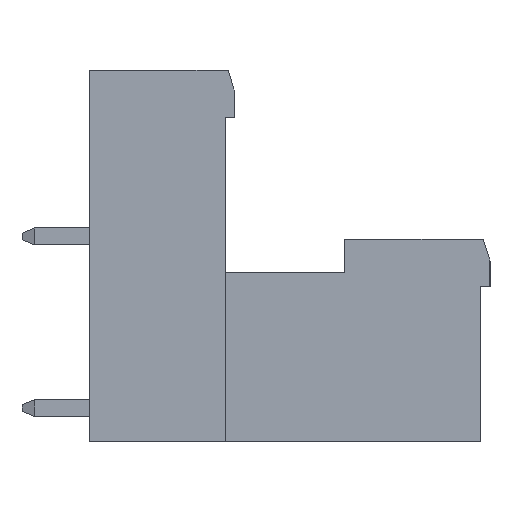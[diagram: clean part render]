
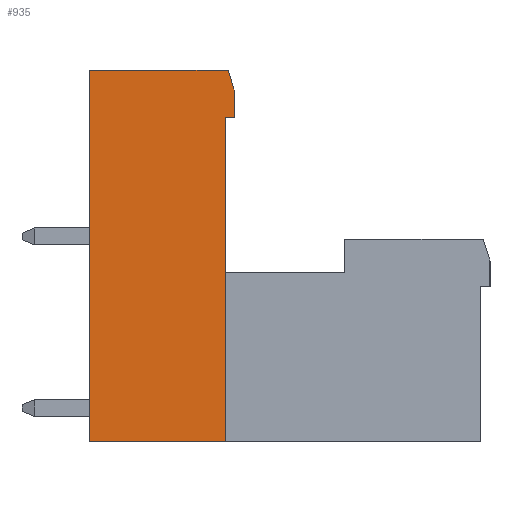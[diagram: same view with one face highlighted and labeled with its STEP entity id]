
A CAD part, left-side view. The second image highlights one B-rep face of the part: STEP entity #935.
In plain terms, the highlighted planar face has unit normal (-1, 0, 0).
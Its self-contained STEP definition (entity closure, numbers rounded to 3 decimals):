
#935 = ADVANCED_FACE( '', ( #2260 ), #2261, .T. );
#2260 = FACE_OUTER_BOUND( '', #4070, .T. );
#2261 = PLANE( '', #4071 );
#4070 = EDGE_LOOP( '', ( #6425, #6426, #6427, #6428, #6429, #6430, #6431 ) );
#4071 = AXIS2_PLACEMENT_3D( '', #6432, #6433, #6434 );
#6425 = ORIENTED_EDGE( '', *, *, #11643, .F. );
#6426 = ORIENTED_EDGE( '', *, *, #11644, .T. );
#6427 = ORIENTED_EDGE( '', *, *, #11645, .T. );
#6428 = ORIENTED_EDGE( '', *, *, #11324, .T. );
#6429 = ORIENTED_EDGE( '', *, *, #11465, .F. );
#6430 = ORIENTED_EDGE( '', *, *, #11646, .T. );
#6431 = ORIENTED_EDGE( '', *, *, #11647, .T. );
#6432 = CARTESIAN_POINT( '', ( -20.32, -4.3, 11. ) );
#6433 = DIRECTION( '', ( -1., 0., 0. ) );
#6434 = DIRECTION( '', ( 0., 0., 1. ) );
#11324 = EDGE_CURVE( '', #13682, #13680, #13683, .T. );
#11465 = EDGE_CURVE( '', #13946, #13680, #13948, .T. );
#11643 = EDGE_CURVE( '', #14257, #14258, #14259, .T. );
#11644 = EDGE_CURVE( '', #14257, #14260, #14261, .T. );
#11645 = EDGE_CURVE( '', #14260, #13682, #14262, .T. );
#11646 = EDGE_CURVE( '', #13946, #14263, #14264, .T. );
#11647 = EDGE_CURVE( '', #14263, #14258, #14265, .T. );
#13680 = VERTEX_POINT( '', #17087 );
#13682 = VERTEX_POINT( '', #17090 );
#13683 = LINE( '', #17091, #17092 );
#13946 = VERTEX_POINT( '', #17481 );
#13948 = LINE( '', #17484, #17485 );
#14257 = VERTEX_POINT( '', #18069 );
#14258 = VERTEX_POINT( '', #18070 );
#14259 = LINE( '', #18071, #18072 );
#14260 = VERTEX_POINT( '', #18073 );
#14261 = LINE( '', #18074, #18075 );
#14262 = LINE( '', #18076, #18077 );
#14263 = VERTEX_POINT( '', #18078 );
#14264 = LINE( '', #18079, #18080 );
#14265 = LINE( '', #18081, #18082 );
#17087 = CARTESIAN_POINT( '', ( -20.32, 4.3, -11. ) );
#17090 = CARTESIAN_POINT( '', ( -20.32, 4.3, 11. ) );
#17091 = CARTESIAN_POINT( '', ( -20.32, 4.3, 11. ) );
#17092 = VECTOR( '', #21625, 1000. );
#17481 = CARTESIAN_POINT( '', ( -20.32, -3.75, -11. ) );
#17484 = CARTESIAN_POINT( '', ( -20.32, -4.3, -11. ) );
#17485 = VECTOR( '', #21768, 1000. );
#18069 = CARTESIAN_POINT( '', ( -20.32, -4.3, 9.7 ) );
#18070 = CARTESIAN_POINT( '', ( -20.32, -4.3, 8.2 ) );
#18071 = CARTESIAN_POINT( '', ( -20.32, -4.3, 11. ) );
#18072 = VECTOR( '', #21939, 1000. );
#18073 = CARTESIAN_POINT( '', ( -20.32, -3.9, 11. ) );
#18074 = CARTESIAN_POINT( '', ( -20.32, -3.935, 10.888 ) );
#18075 = VECTOR( '', #21940, 1000. );
#18076 = CARTESIAN_POINT( '', ( -20.32, -4.3, 11. ) );
#18077 = VECTOR( '', #21941, 1000. );
#18078 = CARTESIAN_POINT( '', ( -20.32, -3.75, 8.2 ) );
#18079 = CARTESIAN_POINT( '', ( -20.32, -3.75, -1. ) );
#18080 = VECTOR( '', #21942, 1000. );
#18081 = CARTESIAN_POINT( '', ( -20.32, -3.75, 8.2 ) );
#18082 = VECTOR( '', #21943, 1000. );
#21625 = DIRECTION( '', ( 0., 0., -1. ) );
#21768 = DIRECTION( '', ( 0., 1., 0. ) );
#21939 = DIRECTION( '', ( 0., 0., -1. ) );
#21940 = DIRECTION( '', ( 0., 0.294, 0.956 ) );
#21941 = DIRECTION( '', ( 0., 1., 0. ) );
#21942 = DIRECTION( '', ( 0., 0., 1. ) );
#21943 = DIRECTION( '', ( 0., -1., 0. ) );
